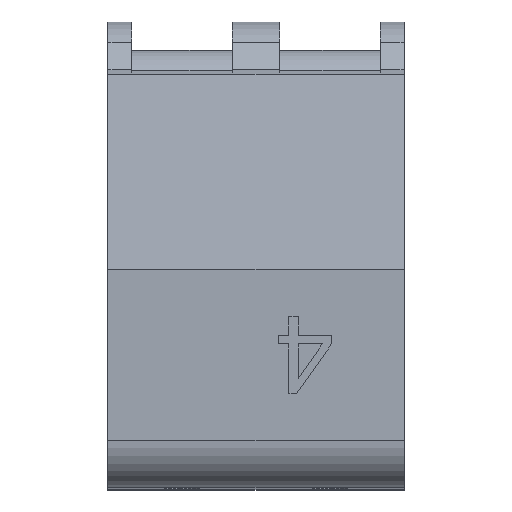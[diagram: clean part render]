
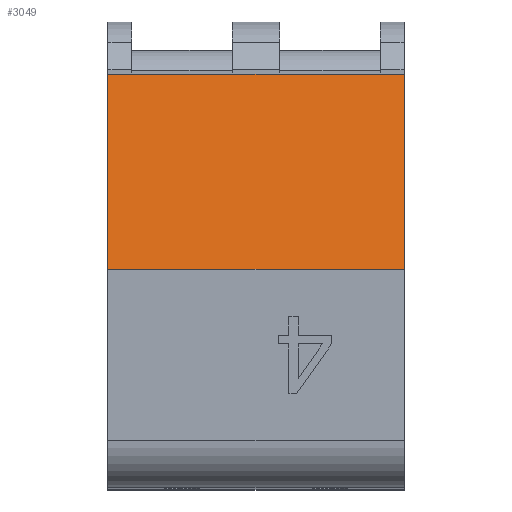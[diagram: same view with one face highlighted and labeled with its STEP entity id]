
A CAD part, top view. The second image highlights one B-rep face of the part: STEP entity #3049.
In plain terms, the highlighted planar face has unit normal (0, 0.174, 0.985).
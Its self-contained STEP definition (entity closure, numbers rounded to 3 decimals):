
#304=FACE_OUTER_BOUND('',#600,.T.);
#600=EDGE_LOOP('',(#2581,#2582,#2583,#2584));
#792=LINE('',#4691,#1082);
#882=LINE('',#4932,#1172);
#897=LINE('',#4965,#1187);
#898=LINE('',#4967,#1188);
#1082=VECTOR('',#3758,25.);
#1172=VECTOR('',#3990,16.856);
#1187=VECTOR('',#4025,25.);
#1188=VECTOR('',#4028,16.856);
#1373=VERTEX_POINT('',#4688);
#1374=VERTEX_POINT('',#4690);
#1454=VERTEX_POINT('',#4930);
#1462=VERTEX_POINT('',#4963);
#1712=EDGE_CURVE('',#1373,#1374,#792,.T.);
#1831=EDGE_CURVE('',#1373,#1454,#882,.T.);
#1847=EDGE_CURVE('',#1454,#1462,#897,.T.);
#1848=EDGE_CURVE('',#1462,#1374,#898,.T.);
#2581=ORIENTED_EDGE('',*,*,#1848,.T.);
#2582=ORIENTED_EDGE('',*,*,#1712,.F.);
#2583=ORIENTED_EDGE('',*,*,#1831,.T.);
#2584=ORIENTED_EDGE('',*,*,#1847,.T.);
#2730=PLANE('',#3282);
#3049=ADVANCED_FACE('',(#304),#2730,.T.);
#3282=AXIS2_PLACEMENT_3D('',#4966,#4026,#4027);
#3758=DIRECTION('',(1.,0.,0.));
#3990=DIRECTION('',(0.,-0.985,0.174));
#4025=DIRECTION('',(1.,0.,0.));
#4026=DIRECTION('center_axis',(0.,0.174,0.985));
#4027=DIRECTION('ref_axis',(1.,0.,0.));
#4028=DIRECTION('',(0.,0.985,-0.174));
#4688=CARTESIAN_POINT('',(-12.5,35.,58.273));
#4690=CARTESIAN_POINT('',(12.5,35.,58.273));
#4691=CARTESIAN_POINT('',(0.,35.,58.273));
#4930=CARTESIAN_POINT('',(-12.5,18.4,61.2));
#4932=CARTESIAN_POINT('',(-12.5,35.,58.273));
#4963=CARTESIAN_POINT('',(12.5,18.4,61.2));
#4965=CARTESIAN_POINT('',(0.,18.4,61.2));
#4966=CARTESIAN_POINT('Origin',(0.,18.4,61.2));
#4967=CARTESIAN_POINT('',(12.5,35.,58.273));
